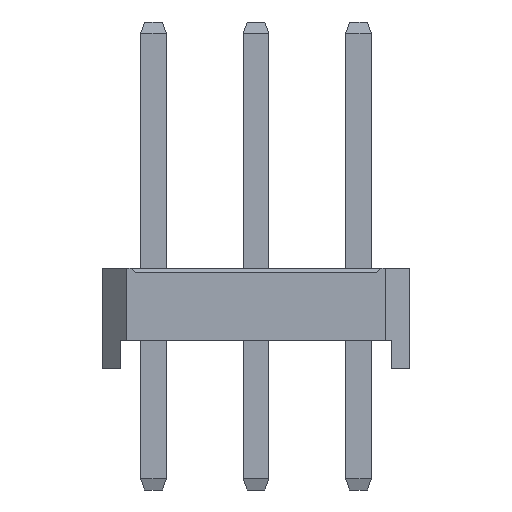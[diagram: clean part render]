
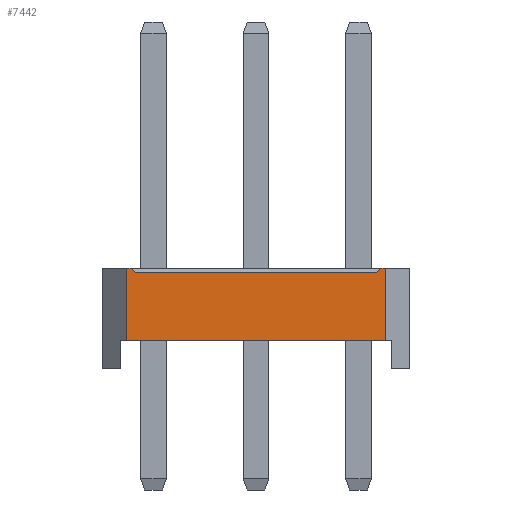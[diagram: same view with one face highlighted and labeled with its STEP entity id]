
A CAD part, left-side view. The second image highlights one B-rep face of the part: STEP entity #7442.
In plain terms, the highlighted planar face has unit normal (-1, 0, 0).
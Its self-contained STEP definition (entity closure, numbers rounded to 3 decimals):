
#7442=ADVANCED_FACE('',(#28086),#28088,.T.);
#28086=FACE_BOUND('',#28087,.T.);
#28087=EDGE_LOOP('',(#43981,#43982,#43983,#43984,#43985,#43986,#43987,#43988));
#28088=PLANE('',#28089);
#28089=AXIS2_PLACEMENT_3D('',#28090,#28091,#28092);
#28090=CARTESIAN_POINT('',(-1.27,5.75,0.));
#28091=DIRECTION('',(-1.,0.,0.));
#28092=DIRECTION('',(0.,-1.,0.));
#43981=ORIENTED_EDGE('',*,*,#53718,.F.);
#43982=ORIENTED_EDGE('',*,*,#53719,.T.);
#43983=ORIENTED_EDGE('',*,*,#53720,.F.);
#43984=ORIENTED_EDGE('',*,*,#51408,.F.);
#43985=ORIENTED_EDGE('',*,*,#53721,.F.);
#43986=ORIENTED_EDGE('',*,*,#50672,.T.);
#43987=ORIENTED_EDGE('',*,*,#53717,.T.);
#43988=ORIENTED_EDGE('',*,*,#51412,.F.);
#50672=EDGE_CURVE('',#56364,#56362,#56365,.T.);
#51408=EDGE_CURVE('',#57834,#57836,#57837,.T.);
#51412=EDGE_CURVE('',#57842,#57844,#57845,.T.);
#53717=EDGE_CURVE('',#56362,#57844,#61633,.T.);
#53718=EDGE_CURVE('',#61634,#57842,#61635,.F.);
#53719=EDGE_CURVE('',#61634,#61636,#61637,.T.);
#53720=EDGE_CURVE('',#57836,#61636,#61638,.F.);
#53721=EDGE_CURVE('',#56364,#57834,#61639,.T.);
#56362=VERTEX_POINT('',#65566);
#56364=VERTEX_POINT('',#65570);
#56365=LINE('',#65571,#65572);
#57834=VERTEX_POINT('',#68510);
#57836=VERTEX_POINT('',#68514);
#57837=LINE('',#68515,#68516);
#57842=VERTEX_POINT('',#68526);
#57844=VERTEX_POINT('',#68530);
#57845=LINE('',#68531,#68532);
#61633=LINE('',#76929,#76930);
#61634=VERTEX_POINT('',#76932);
#61635=LINE('',#76933,#76934);
#61636=VERTEX_POINT('',#76936);
#61637=LINE('',#76937,#76938);
#61638=LINE('',#76940,#76941);
#61639=LINE('',#76943,#76944);
#65566=CARTESIAN_POINT('',(-1.27,-0.67,0.7));
#65570=CARTESIAN_POINT('',(-1.27,5.75,0.7));
#65571=CARTESIAN_POINT('',(-1.27,5.75,0.7));
#65572=VECTOR('',#65573,1.);
#65573=DIRECTION('',(0.,-1.,0.));
#68510=CARTESIAN_POINT('',(-1.27,5.75,2.5));
#68514=CARTESIAN_POINT('',(-1.27,5.63,2.5));
#68515=CARTESIAN_POINT('',(-1.27,5.75,2.5));
#68516=VECTOR('',#68517,1.);
#68517=DIRECTION('',(0.,-1.,0.));
#68526=CARTESIAN_POINT('',(-1.27,-0.55,2.5));
#68530=CARTESIAN_POINT('',(-1.27,-0.67,2.5));
#68531=CARTESIAN_POINT('',(-1.27,-0.55,2.5));
#68532=VECTOR('',#68533,1.);
#68533=DIRECTION('',(0.,-1.,0.));
#76929=CARTESIAN_POINT('',(-1.27,-0.67,0.7));
#76930=VECTOR('',#76931,1.);
#76931=DIRECTION('',(0.,0.,1.));
#76932=CARTESIAN_POINT('',(-1.27,-0.45,2.4));
#76933=CARTESIAN_POINT('',(-1.27,-0.55,2.5));
#76934=VECTOR('',#76935,1.);
#76935=DIRECTION('',(0.,0.707,-0.707));
#76936=CARTESIAN_POINT('',(-1.27,5.53,2.4));
#76937=CARTESIAN_POINT('',(-1.27,-0.45,2.4));
#76938=VECTOR('',#76939,1.);
#76939=DIRECTION('',(0.,1.,0.));
#76940=CARTESIAN_POINT('',(-1.27,5.53,2.4));
#76941=VECTOR('',#76942,1.);
#76942=DIRECTION('',(0.,0.707,0.707));
#76943=CARTESIAN_POINT('',(-1.27,5.75,0.7));
#76944=VECTOR('',#76945,1.);
#76945=DIRECTION('',(0.,0.,1.));
